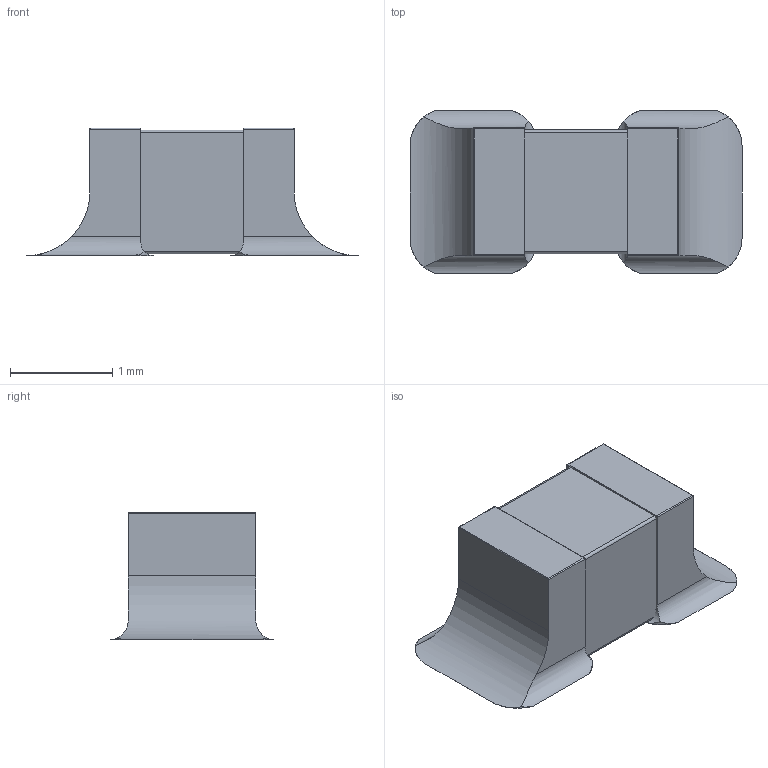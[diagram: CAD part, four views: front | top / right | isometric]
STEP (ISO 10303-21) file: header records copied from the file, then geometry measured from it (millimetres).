
FILE_DESCRIPTION(('FreeCAD Model'),'2;1');
FILE_NAME('Open CASCADE Shape Model','2024-07-09T08:08:59',( 'Michael Cummings'),('Dragon Mobile'), 'Open CASCADE STEP processor 7.6','FreeCAD','Unknown');
FILE_SCHEMA(('AUTOMOTIVE_DESIGN { 1 0 10303 214 1 1 1 1 }'));
Length unit declared in the file: millimetre
Products named in the file (3): CAPC2012X12N; body; contacts
Assembly tree (2 placements, depth 2):
  CAPC2012X12N
    body
    contacts
Bounding box: 3.25 x 1.59 x 1.25 mm (x, y, z)
Volume: 4.4 mm3; surface area: 27.2 mm2
Topology: 3 solids, 3 shells, 50 faces, 132 edges, 88 vertices
Faces by surface type: cylinder 28, plane 22
Entity records: 2253 total; most frequent: CARTESIAN_POINT 967, ORIENTED_EDGE 264, DIRECTION 238, EDGE_CURVE 132, VERTEX_POINT 88, AXIS2_PLACEMENT_3D 85, LINE 68, VECTOR 68
